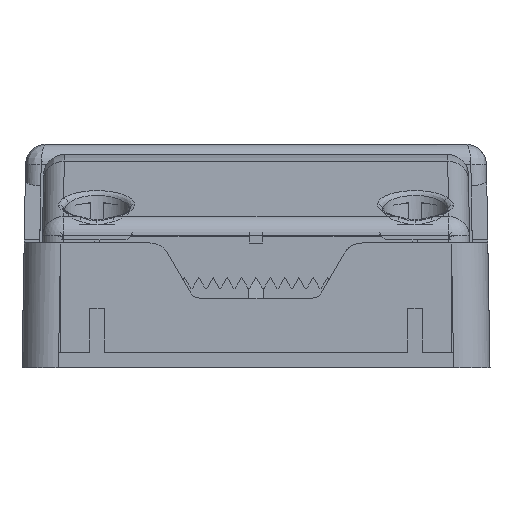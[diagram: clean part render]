
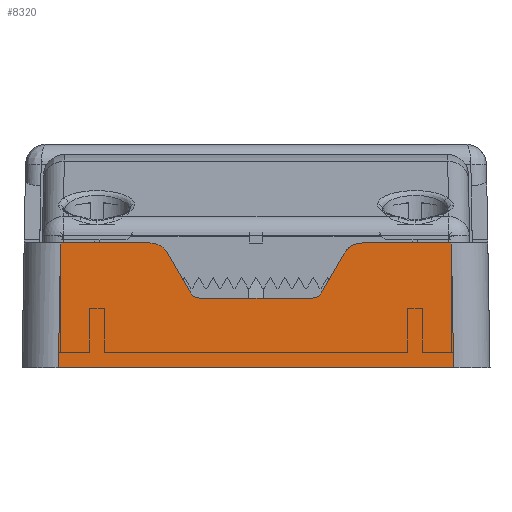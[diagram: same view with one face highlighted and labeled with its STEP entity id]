
A CAD part, left-side view. The second image highlights one B-rep face of the part: STEP entity #8320.
In plain terms, the highlighted planar face has unit normal (-1, 0, 0.018).
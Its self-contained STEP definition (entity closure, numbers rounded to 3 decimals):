
#89=CARTESIAN_POINT('',(-212.5,19.001,0.));
#95=DIRECTION('',(0.,-1.,0.));
#96=VECTOR('',#95,38.001);
#97=CARTESIAN_POINT('',(-212.5,19.001,0.));
#98=LINE('',#97,#96);
#103=CARTESIAN_POINT('',(-212.5,-19.001,0.));
#1050=CARTESIAN_POINT('',(-212.291,18.791,12.));
#1812=DIRECTION('',(-0.017,0.017,-1.));
#1813=VECTOR('',#1812,12.004);
#1814=CARTESIAN_POINT('',(-212.291,18.791,12.));
#1815=LINE('',#1814,#1813);
#1816=DIRECTION('',(0.,-1.,0.));
#1817=VECTOR('',#1816,8.576);
#1818=CARTESIAN_POINT('',(-212.291,18.791,12.));
#1819=LINE('',#1818,#1817);
#1820=CARTESIAN_POINT('',(-212.308,8.483,11.));
#1821=CARTESIAN_POINT('',(-212.296,8.867,11.667));
#1822=CARTESIAN_POINT('',(-212.291,9.445,12.));
#1823=CARTESIAN_POINT('',(-212.291,10.215,12.));
#1825=DIRECTION('',(-0.015,-0.5,-0.866));
#1826=VECTOR('',#1825,4.388);
#1827=CARTESIAN_POINT('',(-212.308,8.483,11.));
#1828=LINE('',#1827,#1826);
#1829=DIRECTION('',(0.,-1.,0.));
#1830=VECTOR('',#1829,10.845);
#1831=CARTESIAN_POINT('',(-212.383,5.423,6.7));
#1832=LINE('',#1831,#1830);
#1833=DIRECTION('',(-0.015,0.5,-0.866));
#1834=VECTOR('',#1833,4.388);
#1835=CARTESIAN_POINT('',(-212.308,-8.483,11.));
#1836=LINE('',#1835,#1834);
#1837=CARTESIAN_POINT('',(-212.291,-10.215,12.));
#1838=CARTESIAN_POINT('',(-212.291,-9.445,12.));
#1839=CARTESIAN_POINT('',(-212.296,-8.867,
11.667));
#1840=CARTESIAN_POINT('',(-212.308,-8.483,11.));
#1842=DIRECTION('',(0.,-1.,0.));
#1843=VECTOR('',#1842,8.576);
#1844=CARTESIAN_POINT('',(-212.291,-10.215,12.));
#1845=LINE('',#1844,#1843);
#1846=DIRECTION('',(-0.017,-0.017,-1.));
#1847=VECTOR('',#1846,12.004);
#1848=CARTESIAN_POINT('',(-212.291,-18.791,12.));
#1849=LINE('',#1848,#1847);
#1858=CARTESIAN_POINT('',(-212.383,5.423,6.7));
#1859=CARTESIAN_POINT('',(-212.383,5.808,6.7));
#1860=CARTESIAN_POINT('',(-212.38,6.096,6.867));
#1861=CARTESIAN_POINT('',(-212.374,6.289,7.2));
#1876=CARTESIAN_POINT('',(-212.374,-6.289,7.2));
#1877=CARTESIAN_POINT('',(-212.38,-6.096,
6.867));
#1878=CARTESIAN_POINT('',(-212.383,-5.808,6.7));
#1879=CARTESIAN_POINT('',(-212.383,-5.423,6.7));
#4789=CARTESIAN_POINT('',(-212.383,5.423,6.7));
#4791=VERTEX_POINT('',#4789);
#4793=CARTESIAN_POINT('',(-212.374,6.289,7.2));
#4795=VERTEX_POINT('',#4793);
#4797=CARTESIAN_POINT('',(-212.374,-6.289,7.2));
#4799=VERTEX_POINT('',#4797);
#4801=CARTESIAN_POINT('',(-212.383,-5.423,6.7));
#4803=VERTEX_POINT('',#4801);
#4805=VERTEX_POINT('',#1837);
#4806=VERTEX_POINT('',#1840);
#4815=CARTESIAN_POINT('',(-212.308,8.483,11.));
#4816=VERTEX_POINT('',#4815);
#4817=VERTEX_POINT('',#1823);
#5167=VERTEX_POINT('',#89);
#5171=VERTEX_POINT('',#1050);
#5173=VERTEX_POINT('',#103);
#5174=CARTESIAN_POINT('',(-212.291,-18.791,12.));
#5175=VERTEX_POINT('',#5174);
#8293=CARTESIAN_POINT('',(-212.5,29.141,0.));
#8294=DIRECTION('',(-1.,0.,0.017));
#8295=DIRECTION('',(0.,-1.,0.));
#8296=AXIS2_PLACEMENT_3D('',#8293,#8294,#8295);
#8297=PLANE('',#8296);
#8299=ORIENTED_EDGE('',*,*,#8298,.F.);
#8300=ORIENTED_EDGE('',*,*,#7408,.T.);
#8302=ORIENTED_EDGE('',*,*,#8301,.F.);
#8304=ORIENTED_EDGE('',*,*,#8303,.T.);
#8306=ORIENTED_EDGE('',*,*,#8305,.F.);
#8308=ORIENTED_EDGE('',*,*,#8307,.T.);
#8310=ORIENTED_EDGE('',*,*,#8309,.F.);
#8312=ORIENTED_EDGE('',*,*,#8311,.F.);
#8313=ORIENTED_EDGE('',*,*,#8284,.F.);
#8314=ORIENTED_EDGE('',*,*,#7427,.T.);
#8316=ORIENTED_EDGE('',*,*,#8315,.T.);
#8317=ORIENTED_EDGE('',*,*,#6030,.F.);
#8318=EDGE_LOOP('',(#8299,#8300,#8302,#8304,#8306,#8308,#8310,#8312,#8313,#8314,
#8316,#8317));
#8319=FACE_OUTER_BOUND('',#8318,.F.);
#8320=ADVANCED_FACE('',(#8319),#8297,.T.);
#1824=B_SPLINE_CURVE_WITH_KNOTS('',3,(#1820,#1821,#1822,#1823),.UNSPECIFIED.,
.F.,.F.,(4,4),(0.,1.),.UNSPECIFIED.);
#1841=B_SPLINE_CURVE_WITH_KNOTS('',3,(#1837,#1838,#1839,#1840),.UNSPECIFIED.,
.F.,.F.,(4,4),(0.,1.),.UNSPECIFIED.);
#1862=B_SPLINE_CURVE_WITH_KNOTS('',3,(#1858,#1859,#1860,#1861),.UNSPECIFIED.,
.F.,.F.,(4,4),(0.,1.),.UNSPECIFIED.);
#1880=B_SPLINE_CURVE_WITH_KNOTS('',3,(#1876,#1877,#1878,#1879),.UNSPECIFIED.,
.F.,.F.,(4,4),(0.,1.),.UNSPECIFIED.);
#6030=EDGE_CURVE('',#5167,#5173,#98,.T.);
#7408=EDGE_CURVE('',#5171,#4817,#1819,.T.);
#7427=EDGE_CURVE('',#4805,#5175,#1845,.T.);
#8284=EDGE_CURVE('',#4805,#4806,#1841,.T.);
#8298=EDGE_CURVE('',#5171,#5167,#1815,.T.);
#8301=EDGE_CURVE('',#4816,#4817,#1824,.T.);
#8303=EDGE_CURVE('',#4816,#4795,#1828,.T.);
#8305=EDGE_CURVE('',#4791,#4795,#1862,.T.);
#8307=EDGE_CURVE('',#4791,#4803,#1832,.T.);
#8309=EDGE_CURVE('',#4799,#4803,#1880,.T.);
#8311=EDGE_CURVE('',#4806,#4799,#1836,.T.);
#8315=EDGE_CURVE('',#5175,#5173,#1849,.T.);
